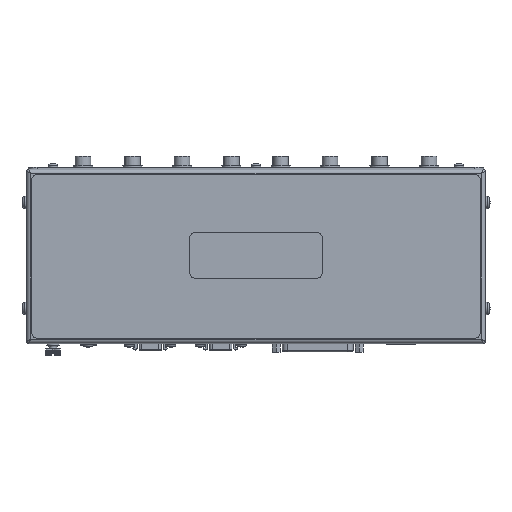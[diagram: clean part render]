
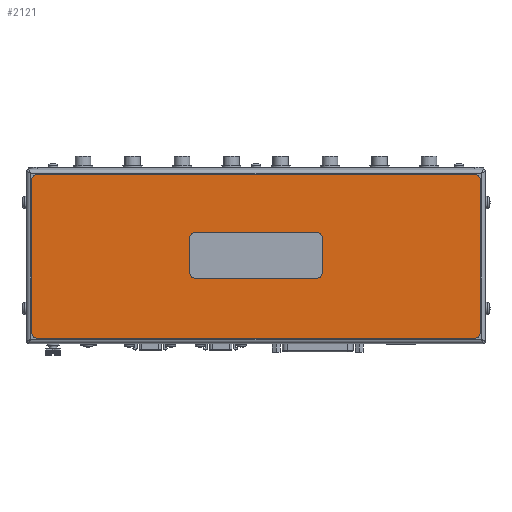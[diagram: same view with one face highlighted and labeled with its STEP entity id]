
A CAD part, top view. The second image highlights one B-rep face of the part: STEP entity #2121.
In plain terms, the highlighted planar face has unit normal (0, 0, 1).
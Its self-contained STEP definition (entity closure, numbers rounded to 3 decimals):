
#2121 = ADVANCED_FACE( '', ( #5152, #5153 ), #5154, .T. );
#5152 = FACE_OUTER_BOUND( '', #9419, .T. );
#5153 = FACE_BOUND( '', #9420, .T. );
#5154 = PLANE( '', #9421 );
#9419 = EDGE_LOOP( '', ( #16475, #16476, #16477, #16478, #16479, #16480, #16481, #16482 ) );
#9420 = EDGE_LOOP( '', ( #16483, #16484, #16485, #16486, #16487, #16488, #16489, #16490 ) );
#9421 = AXIS2_PLACEMENT_3D( '', #16491, #16492, #16493 );
#16475 = ORIENTED_EDGE( '', *, *, #24648, .T. );
#16476 = ORIENTED_EDGE( '', *, *, #25479, .T. );
#16477 = ORIENTED_EDGE( '', *, *, #25480, .T. );
#16478 = ORIENTED_EDGE( '', *, *, #24949, .T. );
#16479 = ORIENTED_EDGE( '', *, *, #25481, .T. );
#16480 = ORIENTED_EDGE( '', *, *, #25482, .T. );
#16481 = ORIENTED_EDGE( '', *, *, #25483, .T. );
#16482 = ORIENTED_EDGE( '', *, *, #24712, .T. );
#16483 = ORIENTED_EDGE( '', *, *, #25484, .T. );
#16484 = ORIENTED_EDGE( '', *, *, #24749, .T. );
#16485 = ORIENTED_EDGE( '', *, *, #24937, .T. );
#16486 = ORIENTED_EDGE( '', *, *, #24416, .T. );
#16487 = ORIENTED_EDGE( '', *, *, #25485, .T. );
#16488 = ORIENTED_EDGE( '', *, *, #25486, .T. );
#16489 = ORIENTED_EDGE( '', *, *, #25487, .T. );
#16490 = ORIENTED_EDGE( '', *, *, #25341, .T. );
#16491 = CARTESIAN_POINT( '', ( 124., 42.8, 0.2 ) );
#16492 = DIRECTION( '', ( 0., 0., 1. ) );
#16493 = DIRECTION( '', ( 0., 1., 0. ) );
#24416 = EDGE_CURVE( '', #29001, #29006, #29008, .F. );
#24648 = EDGE_CURVE( '', #29385, #29383, #29386, .T. );
#24712 = EDGE_CURVE( '', #29481, #29385, #29482, .T. );
#24749 = EDGE_CURVE( '', #29541, #29546, #29548, .F. );
#24937 = EDGE_CURVE( '', #29546, #29001, #29867, .T. );
#24949 = EDGE_CURVE( '', #29886, #29884, #29887, .T. );
#25341 = EDGE_CURVE( '', #30490, #30495, #30497, .F. );
#25479 = EDGE_CURVE( '', #29383, #30697, #30698, .T. );
#25480 = EDGE_CURVE( '', #30697, #29886, #30699, .T. );
#25481 = EDGE_CURVE( '', #29884, #30700, #30701, .T. );
#25482 = EDGE_CURVE( '', #30700, #30702, #30703, .T. );
#25483 = EDGE_CURVE( '', #30702, #29481, #30704, .T. );
#25484 = EDGE_CURVE( '', #30495, #29541, #30705, .T. );
#25485 = EDGE_CURVE( '', #29006, #30706, #30707, .T. );
#25486 = EDGE_CURVE( '', #30706, #30708, #30709, .F. );
#25487 = EDGE_CURVE( '', #30708, #30490, #30710, .T. );
#29001 = VERTEX_POINT( '', #35382 );
#29006 = VERTEX_POINT( '', #35388 );
#29008 = CIRCLE( '', #35391, 3. );
#29383 = VERTEX_POINT( '', #35897 );
#29385 = VERTEX_POINT( '', #35900 );
#29386 = CIRCLE( '', #35901, 3. );
#29481 = VERTEX_POINT( '', #36026 );
#29482 = LINE( '', #36027, #36028 );
#29541 = VERTEX_POINT( '', #36100 );
#29546 = VERTEX_POINT( '', #36106 );
#29548 = CIRCLE( '', #36109, 3. );
#29867 = LINE( '', #36512, #36513 );
#29884 = VERTEX_POINT( '', #36537 );
#29886 = VERTEX_POINT( '', #36540 );
#29887 = LINE( '', #36541, #36542 );
#30490 = VERTEX_POINT( '', #37336 );
#30495 = VERTEX_POINT( '', #37342 );
#30497 = CIRCLE( '', #37345, 3. );
#30697 = VERTEX_POINT( '', #37604 );
#30698 = LINE( '', #37605, #37606 );
#30699 = CIRCLE( '', #37607, 3. );
#30700 = VERTEX_POINT( '', #37608 );
#30701 = CIRCLE( '', #37609, 3. );
#30702 = VERTEX_POINT( '', #37610 );
#30703 = LINE( '', #37611, #37612 );
#30704 = CIRCLE( '', #37613, 3. );
#30705 = LINE( '', #37614, #37615 );
#30706 = VERTEX_POINT( '', #37616 );
#30707 = LINE( '', #37617, #37618 );
#30708 = VERTEX_POINT( '', #37619 );
#30709 = CIRCLE( '', #37620, 3. );
#30710 = LINE( '', #37621, #37622 );
#35382 = CARTESIAN_POINT( '', ( 34.5, 13., 0.2 ) );
#35388 = CARTESIAN_POINT( '', ( 37.5, 10., 0.2 ) );
#35391 = AXIS2_PLACEMENT_3D( '', #42815, #42816, #42817 );
#35897 = CARTESIAN_POINT( '', ( 124., 45.8, 0.2 ) );
#35900 = CARTESIAN_POINT( '', ( 127., 42.8, 0.2 ) );
#35901 = AXIS2_PLACEMENT_3D( '', #43138, #43139, #43140 );
#36026 = CARTESIAN_POINT( '', ( 127., -44., 0.2 ) );
#36027 = CARTESIAN_POINT( '', ( 127., -44., 0.2 ) );
#36028 = VECTOR( '', #43222, 1000. );
#36100 = CARTESIAN_POINT( '', ( -37.5, 10., 0.2 ) );
#36106 = CARTESIAN_POINT( '', ( -34.5, 13., 0.2 ) );
#36109 = AXIS2_PLACEMENT_3D( '', #43280, #43281, #43282 );
#36512 = CARTESIAN_POINT( '', ( -34.5, 13., 0.2 ) );
#36513 = VECTOR( '', #43601, 1000. );
#36537 = CARTESIAN_POINT( '', ( -127., -44., 0.2 ) );
#36540 = CARTESIAN_POINT( '', ( -127., 42.8, 0.2 ) );
#36541 = CARTESIAN_POINT( '', ( -127., 42.8, 0.2 ) );
#36542 = VECTOR( '', #43610, 1000. );
#37336 = CARTESIAN_POINT( '', ( -34.5, -13., 0.2 ) );
#37342 = CARTESIAN_POINT( '', ( -37.5, -10., 0.2 ) );
#37345 = AXIS2_PLACEMENT_3D( '', #44152, #44153, #44154 );
#37604 = CARTESIAN_POINT( '', ( -124., 45.8, 0.2 ) );
#37605 = CARTESIAN_POINT( '', ( 124., 45.8, 0.2 ) );
#37606 = VECTOR( '', #44366, 1000. );
#37607 = AXIS2_PLACEMENT_3D( '', #44367, #44368, #44369 );
#37608 = CARTESIAN_POINT( '', ( -124., -47., 0.2 ) );
#37609 = AXIS2_PLACEMENT_3D( '', #44370, #44371, #44372 );
#37610 = CARTESIAN_POINT( '', ( 124., -47., 0.2 ) );
#37611 = CARTESIAN_POINT( '', ( -124., -47., 0.2 ) );
#37612 = VECTOR( '', #44373, 1000. );
#37613 = AXIS2_PLACEMENT_3D( '', #44374, #44375, #44376 );
#37614 = CARTESIAN_POINT( '', ( -37.5, -10., 0.2 ) );
#37615 = VECTOR( '', #44377, 1000. );
#37616 = CARTESIAN_POINT( '', ( 37.5, -10., 0.2 ) );
#37617 = CARTESIAN_POINT( '', ( 37.5, 10., 0.2 ) );
#37618 = VECTOR( '', #44378, 1000. );
#37619 = CARTESIAN_POINT( '', ( 34.5, -13., 0.2 ) );
#37620 = AXIS2_PLACEMENT_3D( '', #44379, #44380, #44381 );
#37621 = CARTESIAN_POINT( '', ( 34.5, -13., 0.2 ) );
#37622 = VECTOR( '', #44382, 1000. );
#42815 = CARTESIAN_POINT( '', ( 34.5, 10., 0.2 ) );
#42816 = DIRECTION( '', ( 0., 0., 1. ) );
#42817 = DIRECTION( '', ( 1., 0., 0. ) );
#43138 = CARTESIAN_POINT( '', ( 124., 42.8, 0.2 ) );
#43139 = DIRECTION( '', ( 0., 0., 1. ) );
#43140 = DIRECTION( '', ( 1., 0., 0. ) );
#43222 = DIRECTION( '', ( 0., 1., 0. ) );
#43280 = CARTESIAN_POINT( '', ( -34.5, 10., 0.2 ) );
#43281 = DIRECTION( '', ( 0., 0., 1. ) );
#43282 = DIRECTION( '', ( 1., 0., 0. ) );
#43601 = DIRECTION( '', ( 1., 0., 0. ) );
#43610 = DIRECTION( '', ( 0., -1., 0. ) );
#44152 = CARTESIAN_POINT( '', ( -34.5, -10., 0.2 ) );
#44153 = DIRECTION( '', ( 0., 0., 1. ) );
#44154 = DIRECTION( '', ( 1., 0., 0. ) );
#44366 = DIRECTION( '', ( -1., 0., 0. ) );
#44367 = CARTESIAN_POINT( '', ( -124., 42.8, 0.2 ) );
#44368 = DIRECTION( '', ( 0., 0., 1. ) );
#44369 = DIRECTION( '', ( 0., 1., 0. ) );
#44370 = CARTESIAN_POINT( '', ( -124., -44., 0.2 ) );
#44371 = DIRECTION( '', ( 0., 0., 1. ) );
#44372 = DIRECTION( '', ( -1., 0., 0. ) );
#44373 = DIRECTION( '', ( 1., 0., 0. ) );
#44374 = CARTESIAN_POINT( '', ( 124., -44., 0.2 ) );
#44375 = DIRECTION( '', ( 0., 0., 1. ) );
#44376 = DIRECTION( '', ( 0., -1., 0. ) );
#44377 = DIRECTION( '', ( 0., 1., 0. ) );
#44378 = DIRECTION( '', ( 0., -1., 0. ) );
#44379 = CARTESIAN_POINT( '', ( 34.5, -10., 0.2 ) );
#44380 = DIRECTION( '', ( 0., 0., 1. ) );
#44381 = DIRECTION( '', ( 1., 0., 0. ) );
#44382 = DIRECTION( '', ( -1., 0., 0. ) );
